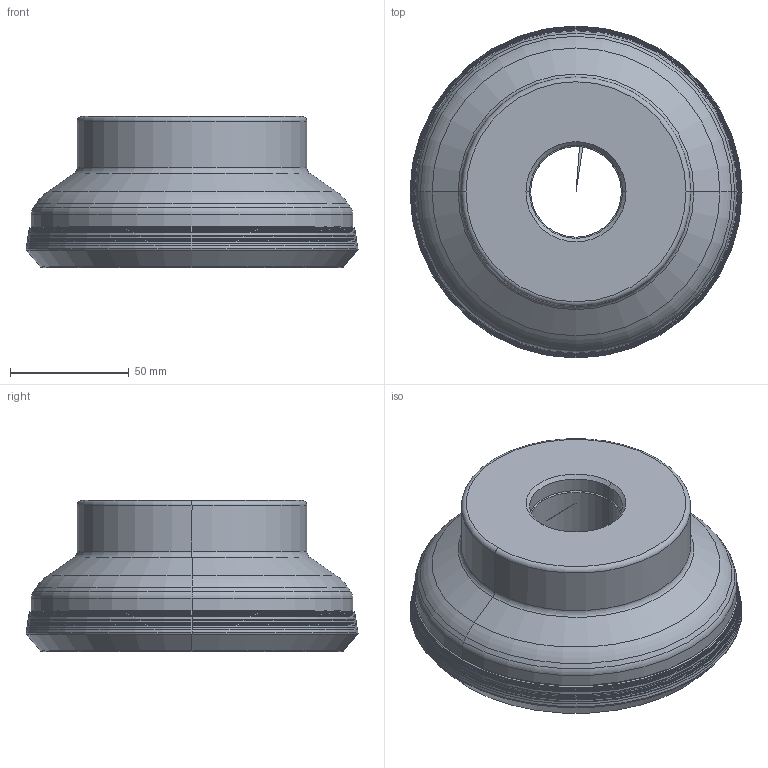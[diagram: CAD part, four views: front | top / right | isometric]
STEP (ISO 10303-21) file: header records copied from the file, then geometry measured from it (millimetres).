
FILE_DESCRIPTION(/* description */ (''),/* implementation_level */ '2;1');
FILE_NAME(/* name */ 'AHX640WR0512E_IR0_031.stp',/* time_stamp */ '2021-02-02T08:17:26+09:00',/* author */ (''),/* organization */ (''),/* preprocessor_version */ 'ST-DEVELOPER v16',/* originating_system */ 'SIEMENS PLM Software NX 10.0',/* authorisation */ '');
FILE_SCHEMA (('AUTOMOTIVE_DESIGN { 1 0 10303 214 3 1 1 1 }'));
Length unit declared in the file: millimetre
Products named in the file (1): AHX640WR0512E_IR0_031_ASM
Bounding box: 139.56 x 139.56 x 63.5 mm (x, y, z)
Volume: 637800.5 mm3; surface area: 77093.8 mm2
Topology: 2 solids, 2 shells, 516 faces, 1320 edges, 1049 vertices
Faces by surface type: torus 184, cone 182, revolution 104, bspline 28, cylinder 10, plane 8
Entity records: 18139 total; most frequent: CARTESIAN_POINT 4996, DIRECTION 2943, ORIENTED_EDGE 2172, AXIS2_PLACEMENT_3D 1273, EDGE_CURVE 1086, CIRCLE 878, VERTEX_POINT 578, EDGE_LOOP 524
